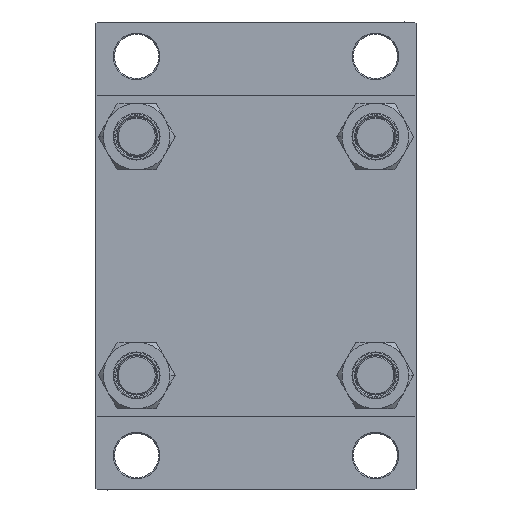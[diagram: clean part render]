
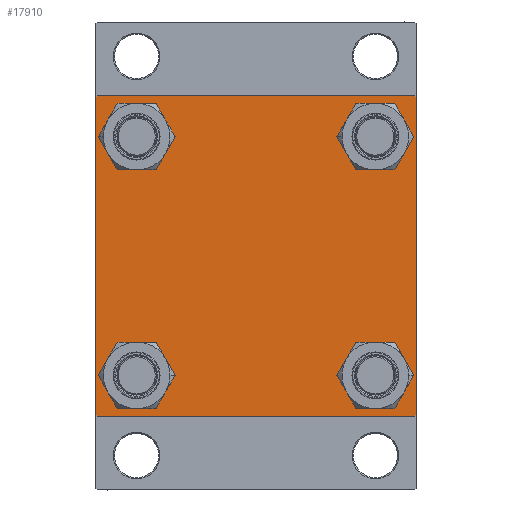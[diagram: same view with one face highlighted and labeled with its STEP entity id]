
A CAD part, left-side view. The second image highlights one B-rep face of the part: STEP entity #17910.
In plain terms, the highlighted planar face has unit normal (-1, 0, 0).
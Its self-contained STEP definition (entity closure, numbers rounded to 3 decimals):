
#738 = EDGE_CURVE ( 'NONE', #47485, #27876, #4243, .T. ) ;
#825 = VERTEX_POINT ( 'NONE', #36385 ) ;
#1062 = DIRECTION ( 'NONE',  ( 1., 0., 0. ) ) ;
#1150 = CARTESIAN_POINT ( 'NONE',  ( 0., 65., 64.5 ) ) ;
#1392 = EDGE_CURVE ( 'NONE', #31888, #42474, #20564, .T. ) ;
#1437 = EDGE_LOOP ( 'NONE', ( #17837, #12358 ) ) ;
#1464 = CARTESIAN_POINT ( 'NONE',  ( 0., 48.45, 48.45 ) ) ;
#1575 = LINE ( 'NONE', #9147, #21514 ) ;
#1890 = VECTOR ( 'NONE', #32049, 1000. ) ;
#2454 = EDGE_CURVE ( 'NONE', #12673, #39298, #24460, .T. ) ;
#2581 = DIRECTION ( 'NONE',  ( 0., -0.707, -0.707 ) ) ;
#2659 = FACE_BOUND ( 'NONE', #25298, .T. ) ;
#2768 = VECTOR ( 'NONE', #11009, 1000. ) ;
#2953 = CARTESIAN_POINT ( 'NONE',  ( 0., 64.75, 64.75 ) ) ;
#3521 = CARTESIAN_POINT ( 'NONE',  ( 0., -48.45, 56.95 ) ) ;
#4007 = EDGE_CURVE ( 'NONE', #38263, #15801, #9706, .T. ) ;
#4032 = VERTEX_POINT ( 'NONE', #46252 ) ;
#4243 = CIRCLE ( 'NONE', #41661, 8.5 ) ;
#5134 = LINE ( 'NONE', #45698, #23529 ) ;
#5382 = EDGE_CURVE ( 'NONE', #31888, #22234, #6866, .T. ) ;
#5925 = LINE ( 'NONE', #39392, #14602 ) ;
#6151 = CARTESIAN_POINT ( 'NONE',  ( 0., -48.45, 48.45 ) ) ;
#6177 = EDGE_LOOP ( 'NONE', ( #7975, #25785, #37984, #42238, #9524, #21917, #44537, #19869 ) ) ;
#6573 = FACE_BOUND ( 'NONE', #1437, .T. ) ;
#6668 = DIRECTION ( 'NONE',  ( 0., 0., -1. ) ) ;
#6866 = LINE ( 'NONE', #2953, #2768 ) ;
#7126 = CARTESIAN_POINT ( 'NONE',  ( 0., 48.45, 48.45 ) ) ;
#7975 = ORIENTED_EDGE ( 'NONE', *, *, #8722, .T. ) ;
#8637 = CARTESIAN_POINT ( 'NONE',  ( 0., -48.45, 48.45 ) ) ;
#8722 = EDGE_CURVE ( 'NONE', #22234, #825, #5925, .T. ) ;
#9137 = AXIS2_PLACEMENT_3D ( 'NONE', #47911, #25199, #25682 ) ;
#9147 = CARTESIAN_POINT ( 'NONE',  ( 0., -64.75, -64.75 ) ) ;
#9524 = ORIENTED_EDGE ( 'NONE', *, *, #47003, .F. ) ;
#9592 = ORIENTED_EDGE ( 'NONE', *, *, #9720, .T. ) ;
#9706 = CIRCLE ( 'NONE', #29256, 8.5 ) ;
#9720 = EDGE_CURVE ( 'NONE', #30878, #29299, #41934, .T. ) ;
#10115 = AXIS2_PLACEMENT_3D ( 'NONE', #6151, #44019, #25448 ) ;
#10638 = LINE ( 'NONE', #47780, #22042 ) ;
#11009 = DIRECTION ( 'NONE',  ( 0., 0.707, -0.707 ) ) ;
#12344 = DIRECTION ( 'NONE',  ( 0., 0., -1. ) ) ;
#12358 = ORIENTED_EDGE ( 'NONE', *, *, #2454, .T. ) ;
#12658 = EDGE_CURVE ( 'NONE', #39298, #12673, #48182, .T. ) ;
#12673 = VERTEX_POINT ( 'NONE', #31643 ) ;
#12861 = ORIENTED_EDGE ( 'NONE', *, *, #18434, .T. ) ;
#13705 = VERTEX_POINT ( 'NONE', #24515 ) ;
#13907 = PLANE ( 'NONE',  #41280 ) ;
#13981 = DIRECTION ( 'NONE',  ( 0., 0.707, 0.707 ) ) ;
#14254 = CARTESIAN_POINT ( 'NONE',  ( 0., 48.45, -56.95 ) ) ;
#14602 = VECTOR ( 'NONE', #6668, 1000. ) ;
#15801 = VERTEX_POINT ( 'NONE', #25499 ) ;
#17076 = FACE_OUTER_BOUND ( 'NONE', #6177, .T. ) ;
#17151 = CARTESIAN_POINT ( 'NONE',  ( 0., 65., 65. ) ) ;
#17837 = ORIENTED_EDGE ( 'NONE', *, *, #12658, .T. ) ;
#17887 = LINE ( 'NONE', #28386, #33271 ) ;
#17909 = CIRCLE ( 'NONE', #10115, 8.5 ) ;
#17910 = ADVANCED_FACE ( 'NONE', ( #2659, #6573, #32459, #47370, #17076 ), #13907, .T. ) ;
#18107 = DIRECTION ( 'NONE',  ( 0., 0., 1. ) ) ;
#18434 = EDGE_CURVE ( 'NONE', #15801, #38263, #17909, .T. ) ;
#18687 = EDGE_LOOP ( 'NONE', ( #38812, #37736 ) ) ;
#19786 = AXIS2_PLACEMENT_3D ( 'NONE', #32737, #22215, #48363 ) ;
#19869 = ORIENTED_EDGE ( 'NONE', *, *, #5382, .T. ) ;
#19926 = DIRECTION ( 'NONE',  ( 0., 0., 1. ) ) ;
#20410 = CARTESIAN_POINT ( 'NONE',  ( 0., -48.45, -48.45 ) ) ;
#20445 = DIRECTION ( 'NONE',  ( 0., 0., 1. ) ) ;
#20491 = CARTESIAN_POINT ( 'NONE',  ( 0., 0., 0. ) ) ;
#20532 = CIRCLE ( 'NONE', #32252, 8.5 ) ;
#20564 = LINE ( 'NONE', #17151, #1890 ) ;
#21514 = VECTOR ( 'NONE', #39195, 1000. ) ;
#21520 = CARTESIAN_POINT ( 'NONE',  ( 0., 48.45, -48.45 ) ) ;
#21727 = VECTOR ( 'NONE', #12344, 1000. ) ;
#21917 = ORIENTED_EDGE ( 'NONE', *, *, #37798, .T. ) ;
#22016 = DIRECTION ( 'NONE',  ( 1., 0., 0. ) ) ;
#22042 = VECTOR ( 'NONE', #2581, 1000. ) ;
#22215 = DIRECTION ( 'NONE',  ( 1., 0., 0. ) ) ;
#22234 = VERTEX_POINT ( 'NONE', #1150 ) ;
#23529 = VECTOR ( 'NONE', #38360, 1000. ) ;
#23866 = CARTESIAN_POINT ( 'NONE',  ( 0., 64.5, 65. ) ) ;
#24125 = CARTESIAN_POINT ( 'NONE',  ( 0., 48.45, 56.95 ) ) ;
#24460 = CIRCLE ( 'NONE', #19786, 8.5 ) ;
#24515 = CARTESIAN_POINT ( 'NONE',  ( 0., 64.5, -65. ) ) ;
#24659 = DIRECTION ( 'NONE',  ( 1., 0., 0. ) ) ;
#25199 = DIRECTION ( 'NONE',  ( 1., 0., 0. ) ) ;
#25298 = EDGE_LOOP ( 'NONE', ( #30348, #12861 ) ) ;
#25446 = DIRECTION ( 'NONE',  ( 1., 0., 0. ) ) ;
#25448 = DIRECTION ( 'NONE',  ( 0., 0., 1. ) ) ;
#25499 = CARTESIAN_POINT ( 'NONE',  ( 0., -48.45, 39.95 ) ) ;
#25680 = AXIS2_PLACEMENT_3D ( 'NONE', #7126, #22016, #20445 ) ;
#25682 = DIRECTION ( 'NONE',  ( 0., 0., 1. ) ) ;
#25771 = CARTESIAN_POINT ( 'NONE',  ( 0., -48.45, -39.95 ) ) ;
#25785 = ORIENTED_EDGE ( 'NONE', *, *, #28996, .T. ) ;
#26613 = EDGE_CURVE ( 'NONE', #13705, #44589, #5134, .T. ) ;
#27745 = CARTESIAN_POINT ( 'NONE',  ( 0., -64.5, 65. ) ) ;
#27876 = VERTEX_POINT ( 'NONE', #24125 ) ;
#28310 = DIRECTION ( 'NONE',  ( 0., 0., 1. ) ) ;
#28386 = CARTESIAN_POINT ( 'NONE',  ( 0., -64.75, 64.75 ) ) ;
#28996 = EDGE_CURVE ( 'NONE', #825, #13705, #10638, .T. ) ;
#29256 = AXIS2_PLACEMENT_3D ( 'NONE', #8637, #1062, #34535 ) ;
#29299 = VERTEX_POINT ( 'NONE', #14254 ) ;
#30348 = ORIENTED_EDGE ( 'NONE', *, *, #4007, .T. ) ;
#30878 = VERTEX_POINT ( 'NONE', #33066 ) ;
#31013 = VERTEX_POINT ( 'NONE', #41852 ) ;
#31389 = EDGE_CURVE ( 'NONE', #29299, #30878, #20532, .T. ) ;
#31643 = CARTESIAN_POINT ( 'NONE',  ( 0., -48.45, -56.95 ) ) ;
#31888 = VERTEX_POINT ( 'NONE', #23866 ) ;
#32049 = DIRECTION ( 'NONE',  ( 0., -1., 0. ) ) ;
#32252 = AXIS2_PLACEMENT_3D ( 'NONE', #21520, #25446, #18107 ) ;
#32459 = FACE_BOUND ( 'NONE', #47478, .T. ) ;
#32737 = CARTESIAN_POINT ( 'NONE',  ( 0., -48.45, -48.45 ) ) ;
#33066 = CARTESIAN_POINT ( 'NONE',  ( 0., 48.45, -39.95 ) ) ;
#33271 = VECTOR ( 'NONE', #13981, 1000. ) ;
#33614 = CARTESIAN_POINT ( 'NONE',  ( 0., -64.5, -65. ) ) ;
#34535 = DIRECTION ( 'NONE',  ( 0., 0., 1. ) ) ;
#34570 = CARTESIAN_POINT ( 'NONE',  ( 0., -65., 65. ) ) ;
#36385 = CARTESIAN_POINT ( 'NONE',  ( 0., 65., -64.5 ) ) ;
#36687 = CARTESIAN_POINT ( 'NONE',  ( 0., 48.45, 39.95 ) ) ;
#37353 = EDGE_CURVE ( 'NONE', #44589, #31013, #1575, .T. ) ;
#37384 = CIRCLE ( 'NONE', #25680, 8.5 ) ;
#37736 = ORIENTED_EDGE ( 'NONE', *, *, #738, .T. ) ;
#37798 = EDGE_CURVE ( 'NONE', #4032, #42474, #17887, .T. ) ;
#37984 = ORIENTED_EDGE ( 'NONE', *, *, #26613, .T. ) ;
#38263 = VERTEX_POINT ( 'NONE', #3521 ) ;
#38360 = DIRECTION ( 'NONE',  ( 0., -1., 0. ) ) ;
#38502 = DIRECTION ( 'NONE',  ( 1., 0., 0. ) ) ;
#38706 = LINE ( 'NONE', #34570, #21727 ) ;
#38812 = ORIENTED_EDGE ( 'NONE', *, *, #48179, .T. ) ;
#39195 = DIRECTION ( 'NONE',  ( 0., -0.707, 0.707 ) ) ;
#39298 = VERTEX_POINT ( 'NONE', #25771 ) ;
#39392 = CARTESIAN_POINT ( 'NONE',  ( 0., 65., 65. ) ) ;
#39566 = DIRECTION ( 'NONE',  ( 0., 0., 1. ) ) ;
#41280 = AXIS2_PLACEMENT_3D ( 'NONE', #20491, #43712, #28310 ) ;
#41661 = AXIS2_PLACEMENT_3D ( 'NONE', #1464, #24659, #39566 ) ;
#41852 = CARTESIAN_POINT ( 'NONE',  ( 0., -65., -64.5 ) ) ;
#41934 = CIRCLE ( 'NONE', #9137, 8.5 ) ;
#42238 = ORIENTED_EDGE ( 'NONE', *, *, #37353, .T. ) ;
#42474 = VERTEX_POINT ( 'NONE', #27745 ) ;
#43712 = DIRECTION ( 'NONE',  ( -1., 0., 0. ) ) ;
#44019 = DIRECTION ( 'NONE',  ( 1., 0., 0. ) ) ;
#44537 = ORIENTED_EDGE ( 'NONE', *, *, #1392, .F. ) ;
#44589 = VERTEX_POINT ( 'NONE', #33614 ) ;
#45129 = ORIENTED_EDGE ( 'NONE', *, *, #31389, .T. ) ;
#45698 = CARTESIAN_POINT ( 'NONE',  ( 0., 65., -65. ) ) ;
#46252 = CARTESIAN_POINT ( 'NONE',  ( 0., -65., 64.5 ) ) ;
#46706 = AXIS2_PLACEMENT_3D ( 'NONE', #20410, #38502, #19926 ) ;
#47003 = EDGE_CURVE ( 'NONE', #4032, #31013, #38706, .T. ) ;
#47370 = FACE_BOUND ( 'NONE', #18687, .T. ) ;
#47478 = EDGE_LOOP ( 'NONE', ( #9592, #45129 ) ) ;
#47485 = VERTEX_POINT ( 'NONE', #36687 ) ;
#47780 = CARTESIAN_POINT ( 'NONE',  ( 0., 64.75, -64.75 ) ) ;
#47911 = CARTESIAN_POINT ( 'NONE',  ( 0., 48.45, -48.45 ) ) ;
#48179 = EDGE_CURVE ( 'NONE', #27876, #47485, #37384, .T. ) ;
#48182 = CIRCLE ( 'NONE', #46706, 8.5 ) ;
#48363 = DIRECTION ( 'NONE',  ( 0., 0., 1. ) ) ;
